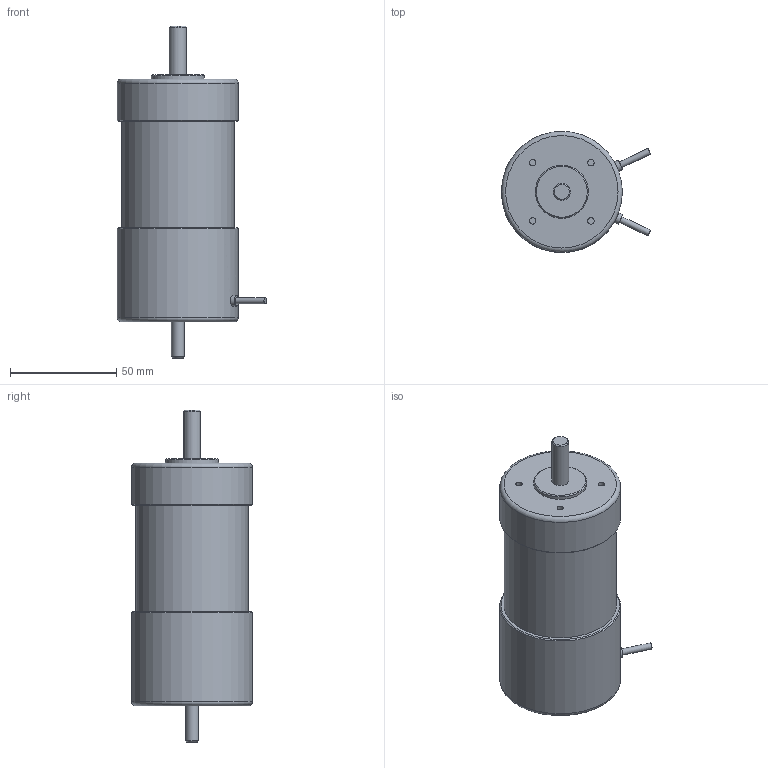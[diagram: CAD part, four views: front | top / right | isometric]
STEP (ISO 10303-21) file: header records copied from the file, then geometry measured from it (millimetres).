
FILE_DESCRIPTION( ( 'Unknown' ), '1' );
FILE_NAME( 'FC515BB29BD67E9B9EC5F59FD69437E.3d.stp', 'Unknown', ( 'Unknown' ), ( 'Unknown' ), 'PSStep 10.1', 'Unknown', ' ' );
FILE_SCHEMA( ( 'AUTOMOTIVE_DESIGN { 1 0 10303 214 1 1 1 1 }' ) );
Length unit declared in the file: millimetre
Products named in the file (1): BL043.240
Bounding box: 70.37 x 57 x 156.5 mm (x, y, z)
Volume: 277273 mm3; surface area: 26870.7 mm2
Topology: 1 solids, 1 shells, 40 faces, 66 edges, 43 vertices
Faces by surface type: plane 17, cylinder 16, cone 5, torus 2
Full cylindrical faces by diameter (mm): 2 x2, 3 x6, 5 x2, 6 x1, 8 x1, 25 x1, 53 x1, 57 x2
Entity records: 1250 total; most frequent: CARTESIAN_POINT 245, DIRECTION 156, AXIS2_PLACEMENT_3D 78, EDGE_LOOP 78, ORIENTED_EDGE 78, FACE_OUTER_BOUND 58, STYLED_ITEM 40, PRESENTATION_STYLE_ASSIGNMENT 40
